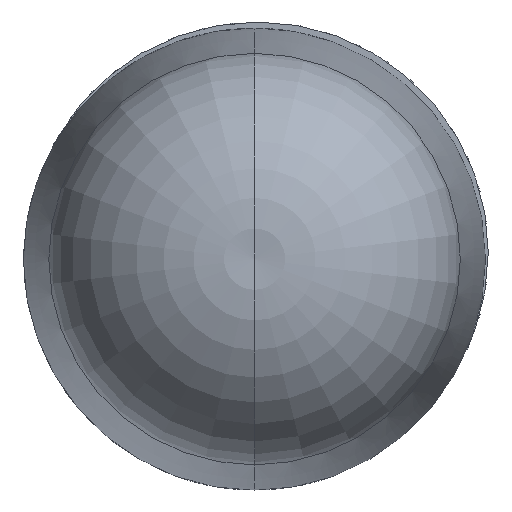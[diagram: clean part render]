
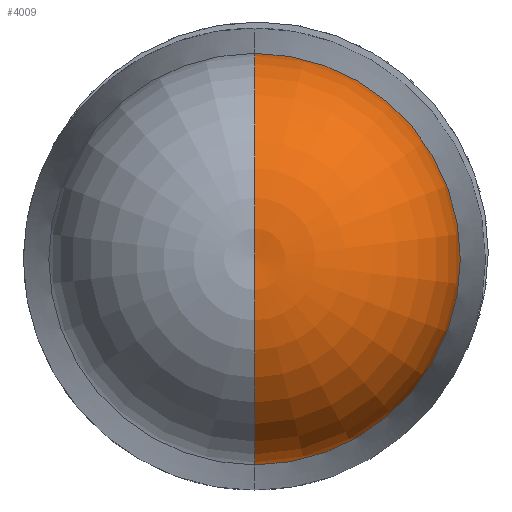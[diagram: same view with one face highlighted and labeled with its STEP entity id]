
A CAD part, left-side view. The second image highlights one B-rep face of the part: STEP entity #4009.
In plain terms, the highlighted toroidal (fillet/blend) face has major radius 0.58 mm and minor radius 3.834 mm.
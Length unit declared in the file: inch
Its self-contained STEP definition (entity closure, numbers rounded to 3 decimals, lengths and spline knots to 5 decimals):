
#783 = CIRCLE ( 'NONE', #13342, 0.1738 ) ;
#1444 = CIRCLE ( 'NONE', #6932, 0.15095 ) ;
#1571 = DIRECTION ( 'NONE',  ( -1., 0., 0. ) ) ;
#2007 = VERTEX_POINT ( 'NONE', #10386 ) ;
#2370 = TOROIDAL_SURFACE ( 'NONE', #3484, 0.02285, 0.15095 ) ;
#2579 = CARTESIAN_POINT ( 'NONE',  ( -2.85116, 0., -0.2425 ) ) ;
#2768 = EDGE_LOOP ( 'NONE', ( #3198, #9520, #13207 ) ) ;
#3198 = ORIENTED_EDGE ( 'NONE', *, *, #3441, .F. ) ;
#3441 = EDGE_CURVE ( 'NONE', #6662, #2007, #1444, .T. ) ;
#3484 = AXIS2_PLACEMENT_3D ( 'NONE', #13324, #1571, #12344 ) ;
#4009 = ADVANCED_FACE ( 'NONE', ( #4817 ), #2370, .T. ) ;
#4798 = EDGE_CURVE ( 'NONE', #6662, #5797, #783, .T. ) ;
#4817 = FACE_OUTER_BOUND ( 'NONE', #2768, .T. ) ;
#5285 = DIRECTION ( 'NONE',  ( 0., 0., 1. ) ) ;
#5429 = CIRCLE ( 'NONE', #9530, 0.15095 ) ;
#5797 = VERTEX_POINT ( 'NONE', #8427 ) ;
#6227 = DIRECTION ( 'NONE',  ( 0., 1., 0. ) ) ;
#6662 = VERTEX_POINT ( 'NONE', #2579 ) ;
#6932 = AXIS2_PLACEMENT_3D ( 'NONE', #9518, #6227, #5285 ) ;
#8061 = EDGE_CURVE ( 'NONE', #5797, #2007, #5429, .T. ) ;
#8427 = CARTESIAN_POINT ( 'NONE',  ( -2.85116, 0., 0.10511 ) ) ;
#8613 = DIRECTION ( 'NONE',  ( -1., 0., 0. ) ) ;
#9518 = CARTESIAN_POINT ( 'NONE',  ( -2.85116, 0., -0.09155 ) ) ;
#9520 = ORIENTED_EDGE ( 'NONE', *, *, #4798, .T. ) ;
#9530 = AXIS2_PLACEMENT_3D ( 'NONE', #12581, #13762, #11568 ) ;
#9686 = CARTESIAN_POINT ( 'NONE',  ( -2.85116, 0., -0.0687 ) ) ;
#10386 = CARTESIAN_POINT ( 'NONE',  ( -3.00038, 0., -0.0687 ) ) ;
#11568 = DIRECTION ( 'NONE',  ( 0., 0., -1. ) ) ;
#12344 = DIRECTION ( 'NONE',  ( 0., 0., 1. ) ) ;
#12581 = CARTESIAN_POINT ( 'NONE',  ( -2.85116, 0., -0.04584 ) ) ;
#12913 = DIRECTION ( 'NONE',  ( 0., 0., 1. ) ) ;
#13207 = ORIENTED_EDGE ( 'NONE', *, *, #8061, .T. ) ;
#13324 = CARTESIAN_POINT ( 'NONE',  ( -2.85116, 0., -0.0687 ) ) ;
#13342 = AXIS2_PLACEMENT_3D ( 'NONE', #9686, #8613, #12913 ) ;
#13762 = DIRECTION ( 'NONE',  ( 0., -1., 0. ) ) ;
